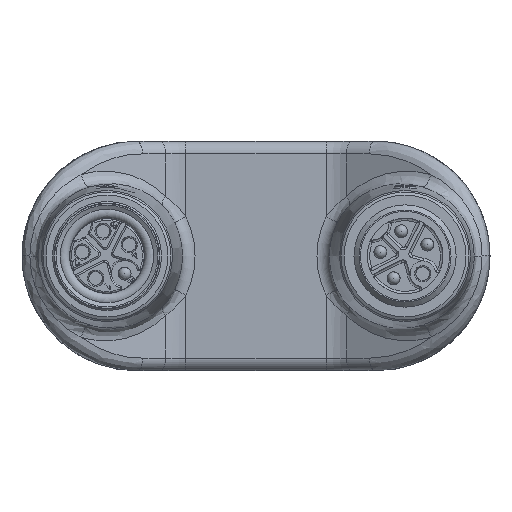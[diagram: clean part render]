
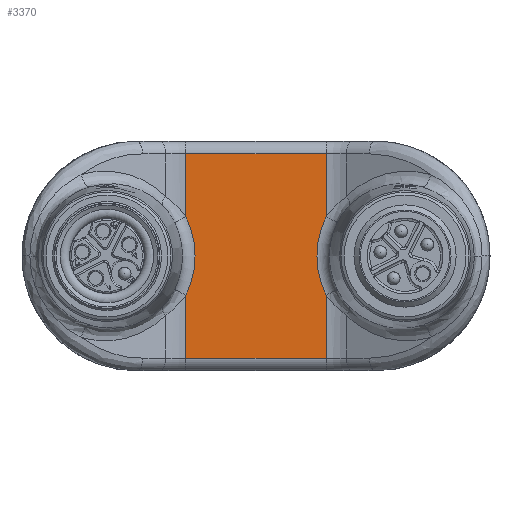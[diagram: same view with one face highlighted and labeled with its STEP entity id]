
A CAD part, left-side view. The second image highlights one B-rep face of the part: STEP entity #3370.
In plain terms, the highlighted planar face has unit normal (-1, 0, 0).
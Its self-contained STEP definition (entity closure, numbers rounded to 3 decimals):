
#240=PLANE('',#12302);
#734=FACE_OUTER_BOUND('',#4582,.T.);
#1236=LINE('',#19325,#1901);
#1246=LINE('',#20768,#1911);
#1247=LINE('',#20770,#1912);
#1249=LINE('',#20789,#1914);
#1258=LINE('',#22123,#1923);
#1259=LINE('',#22126,#1924);
#1901=VECTOR('',#13828,1.);
#1911=VECTOR('',#13886,1.);
#1912=VECTOR('',#13889,1.);
#1914=VECTOR('',#13905,1.);
#1923=VECTOR('',#13988,1.);
#1924=VECTOR('',#13993,1.);
#3370=ADVANCED_FACE('',(#734),#240,.F.);
#4582=EDGE_LOOP('',(#6257,#6258,#6259,#6260,#6261,#6262,#6263,#6264));
#6257=ORIENTED_EDGE('',*,*,#10154,.T.);
#6258=ORIENTED_EDGE('',*,*,#10181,.T.);
#6259=ORIENTED_EDGE('',*,*,#10133,.T.);
#6260=ORIENTED_EDGE('',*,*,#10180,.T.);
#6261=ORIENTED_EDGE('',*,*,#10161,.F.);
#6262=ORIENTED_EDGE('',*,*,#10125,.F.);
#6263=ORIENTED_EDGE('',*,*,#10075,.F.);
#6264=ORIENTED_EDGE('',*,*,#10126,.F.);
#8857=VERTEX_POINT('',#19322);
#8858=VERTEX_POINT('',#19326);
#8869=VERTEX_POINT('',#19408);
#8873=VERTEX_POINT('',#19721);
#8881=VERTEX_POINT('',#20784);
#8882=VERTEX_POINT('',#20788);
#8895=VERTEX_POINT('',#20862);
#8898=VERTEX_POINT('',#21119);
#10075=EDGE_CURVE('',#8857,#8858,#1236,.T.);
#10125=EDGE_CURVE('',#8858,#8873,#1246,.T.);
#10126=EDGE_CURVE('',#8869,#8857,#1247,.T.);
#10133=EDGE_CURVE('',#8881,#8882,#1249,.T.);
#10154=EDGE_CURVE('',#8869,#8895,#11530,.T.);
#10161=EDGE_CURVE('',#8873,#8898,#11531,.T.);
#10180=EDGE_CURVE('',#8882,#8898,#1258,.T.);
#10181=EDGE_CURVE('',#8895,#8881,#1259,.T.);
#11530=CIRCLE('',#12284,10.346);
#11531=CIRCLE('',#12286,10.346);
#12284=AXIS2_PLACEMENT_3D('',#20861,#13955,#13956);
#12286=AXIS2_PLACEMENT_3D('',#21118,#13959,#13960);
#12302=AXIS2_PLACEMENT_3D('',#22128,#13996,#13997);
#13828=DIRECTION('',(0.,-1.,0.));
#13886=DIRECTION('',(0.,0.,-1.));
#13889=DIRECTION('',(0.,0.,1.));
#13905=DIRECTION('',(0.,-1.,0.));
#13955=DIRECTION('',(1.,0.,0.));
#13956=DIRECTION('',(0.,0.896,0.444));
#13959=DIRECTION('',(-1.,0.,0.));
#13960=DIRECTION('',(0.,-0.896,-0.444));
#13988=DIRECTION('',(0.,0.,1.));
#13993=DIRECTION('',(0.,0.,-1.));
#13996=DIRECTION('',(1.,0.,0.));
#13997=DIRECTION('',(0.,1.,0.));
#19322=CARTESIAN_POINT('',(-20.4,8.229,11.994));
#19325=CARTESIAN_POINT('',(-20.4,12.75,11.994));
#19326=CARTESIAN_POINT('',(-20.4,-8.229,11.994));
#19408=CARTESIAN_POINT('',(-20.4,8.229,4.592));
#19721=CARTESIAN_POINT('',(-20.4,-8.229,4.592));
#20768=CARTESIAN_POINT('',(-20.4,-8.229,-11.5));
#20770=CARTESIAN_POINT('',(-20.4,8.229,-11.5));
#20784=CARTESIAN_POINT('',(-20.4,8.229,-11.994));
#20788=CARTESIAN_POINT('',(-20.4,-8.229,-11.994));
#20789=CARTESIAN_POINT('',(-20.4,12.75,-11.994));
#20861=CARTESIAN_POINT('',(-20.4,17.5,0.));
#20862=CARTESIAN_POINT('',(-20.4,8.229,-4.592));
#21118=CARTESIAN_POINT('',(-20.4,-17.5,0.));
#21119=CARTESIAN_POINT('',(-20.4,-8.229,-4.592));
#22123=CARTESIAN_POINT('',(-20.4,-8.229,11.5));
#22126=CARTESIAN_POINT('',(-20.4,8.229,11.5));
#22128=CARTESIAN_POINT('',(-20.4,25.5,11.5));
